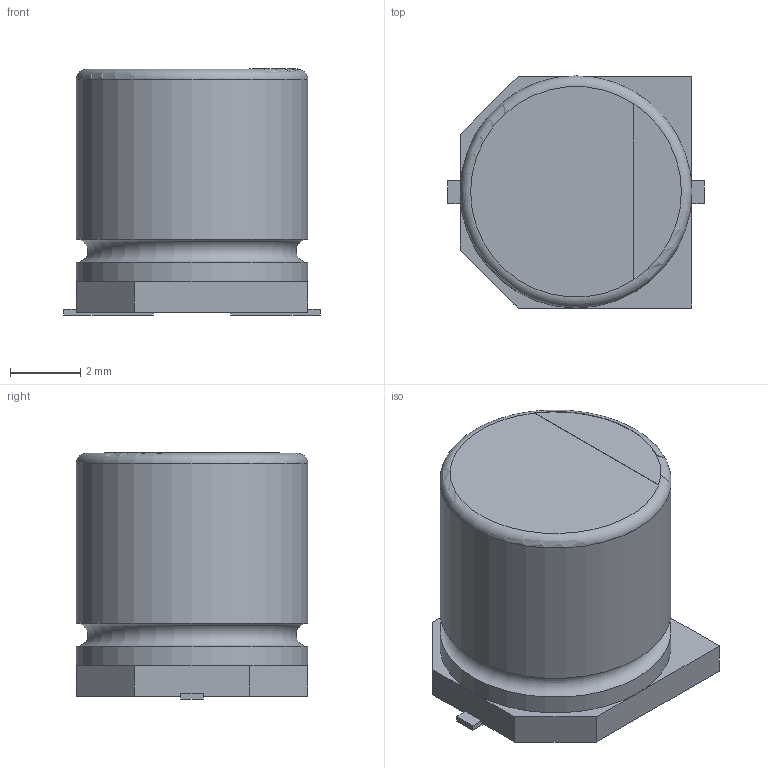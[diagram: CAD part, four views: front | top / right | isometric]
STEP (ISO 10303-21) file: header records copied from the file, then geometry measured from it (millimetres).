
FILE_DESCRIPTION(/* description */ (''),/* implementation_level */ '2;1');
FILE_NAME(/* name */ 'WCAP-ASLL.step',/* time_stamp */ '2020-03-09T19:02:11+01:00',/* author */ (''),/* organization */ (''),/* preprocessor_version */ 'ST-DEVELOPER v18',/* originating_system */ 'Autodesk Translation Framework v8.12.0.6',/* authorisation */ '');
FILE_SCHEMA (('AUTOMOTIVE_DESIGN { 1 0 10303 214 3 1 1 }'));
Length unit declared in the file: millimetre
Products named in the file (1): CAPAE660X700N
Bounding box: 7.3 x 6.6 x 7.01 mm (x, y, z)
Volume: 239.1 mm3; surface area: 234.3 mm2
Topology: 1 solids, 1 shells, 31 faces, 78 edges, 49 vertices
Faces by surface type: plane 26, cylinder 3, torus 2
Full cylindrical faces by diameter (mm): 6.6 x2
Entity records: 989 total; most frequent: CARTESIAN_POINT 159, ORIENTED_EDGE 156, DIRECTION 156, EDGE_CURVE 78, LINE 64, VECTOR 64, VERTEX_POINT 49, AXIS2_PLACEMENT_3D 46
